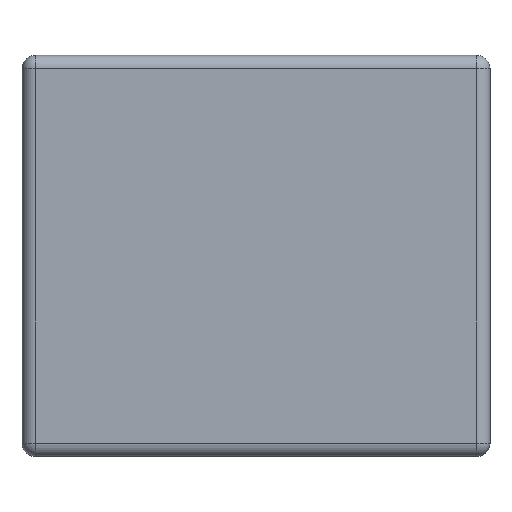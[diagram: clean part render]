
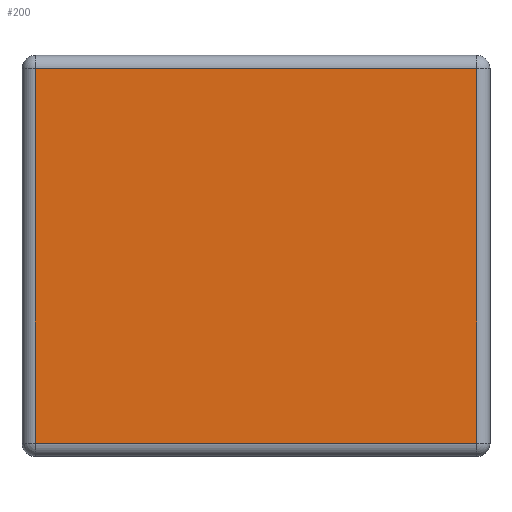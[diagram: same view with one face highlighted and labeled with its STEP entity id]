
A CAD part, top view. The second image highlights one B-rep face of the part: STEP entity #200.
In plain terms, the highlighted planar face has unit normal (0, 0, 1).
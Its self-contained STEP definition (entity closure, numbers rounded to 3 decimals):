
#200 = ADVANCED_FACE( '', ( #438 ), #439, .T. );
#438 = FACE_OUTER_BOUND( '', #711, .T. );
#439 = PLANE( '', #712 );
#711 = EDGE_LOOP( '', ( #1224, #1225, #1226, #1227 ) );
#712 = AXIS2_PLACEMENT_3D( '', #1228, #1229, #1230 );
#1224 = ORIENTED_EDGE( '', *, *, #1577, .T. );
#1225 = ORIENTED_EDGE( '', *, *, #1748, .T. );
#1226 = ORIENTED_EDGE( '', *, *, #1749, .T. );
#1227 = ORIENTED_EDGE( '', *, *, #1750, .T. );
#1228 = CARTESIAN_POINT( '', ( 0., 0., 20. ) );
#1229 = DIRECTION( '', ( 0., 0., 1. ) );
#1230 = DIRECTION( '', ( 1., 0., 0. ) );
#1577 = EDGE_CURVE( '', #1866, #1871, #1873, .T. );
#1748 = EDGE_CURVE( '', #1871, #1862, #2138, .T. );
#1749 = EDGE_CURVE( '', #1862, #1846, #2139, .T. );
#1750 = EDGE_CURVE( '', #1846, #1866, #2140, .T. );
#1846 = VERTEX_POINT( '', #2253 );
#1862 = VERTEX_POINT( '', #2272 );
#1866 = VERTEX_POINT( '', #2276 );
#1871 = VERTEX_POINT( '', #2282 );
#1873 = LINE( '', #2284, #2285 );
#2138 = LINE( '', #2658, #2659 );
#2139 = LINE( '', #2660, #2661 );
#2140 = LINE( '', #2662, #2663 );
#2253 = CARTESIAN_POINT( '', ( -16.5, -14., 20. ) );
#2272 = CARTESIAN_POINT( '', ( -16.5, 14., 20. ) );
#2276 = CARTESIAN_POINT( '', ( 16.5, -14., 20. ) );
#2282 = CARTESIAN_POINT( '', ( 16.5, 14., 20. ) );
#2284 = CARTESIAN_POINT( '', ( 16.5, 15., 20. ) );
#2285 = VECTOR( '', #2823, 1000. );
#2658 = CARTESIAN_POINT( '', ( -17.5, 14., 20. ) );
#2659 = VECTOR( '', #2995, 1000. );
#2660 = CARTESIAN_POINT( '', ( -16.5, -15., 20. ) );
#2661 = VECTOR( '', #2996, 1000. );
#2662 = CARTESIAN_POINT( '', ( 17.5, -14., 20. ) );
#2663 = VECTOR( '', #2997, 1000. );
#2823 = DIRECTION( '', ( 0., 1., 0. ) );
#2995 = DIRECTION( '', ( -1., 0., 0. ) );
#2996 = DIRECTION( '', ( 0., -1., 0. ) );
#2997 = DIRECTION( '', ( 1., 0., 0. ) );
